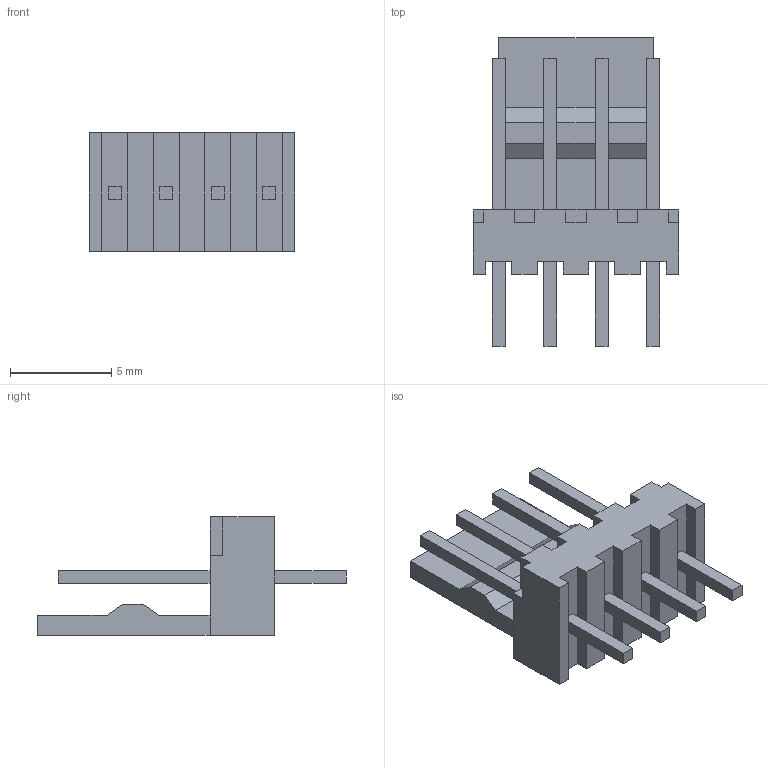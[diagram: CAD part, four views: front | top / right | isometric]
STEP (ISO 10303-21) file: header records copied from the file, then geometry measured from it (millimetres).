
FILE_DESCRIPTION (( 'STEP AP214' ), '1' );
FILE_NAME ('B281D98C-3CBE-4BB4-AF60-4A4E65C6B958.STEP', '2023-08-24T06:54:20', ( '' ), ( '' ), 'SwSTEP 2.0', 'SolidWorks 2022', '' );
FILE_SCHEMA (( 'AUTOMOTIVE_DESIGN' ));
Length unit declared in the file: inch
Products named in the file (1): B281D98C-3CBE-4BB4-AF60-4A4E65C6B958
Bounding box: 10.16 x 15.24 x 5.84 mm (x, y, z)
Volume: 255 mm3; surface area: 520.5 mm2
Topology: 1 solids, 1 shells, 88 faces, 234 edges, 156 vertices
Faces by surface type: plane 88
Entity records: 3238 total; most frequent: CARTESIAN_POINT 479, ORIENTED_EDGE 468, DIRECTION 412, LINE 234, EDGE_CURVE 234, VECTOR 234, VERTEX_POINT 156, EDGE_LOOP 96
